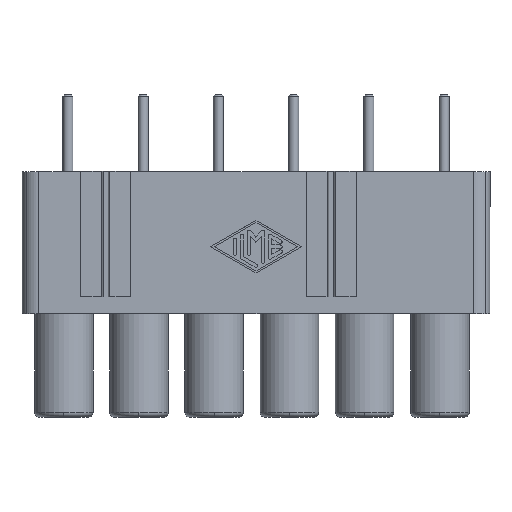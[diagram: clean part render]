
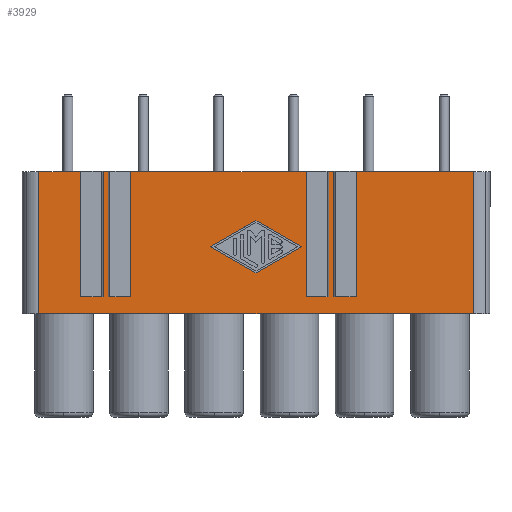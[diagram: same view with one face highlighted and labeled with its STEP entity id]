
A CAD part, top view. The second image highlights one B-rep face of the part: STEP entity #3929.
In plain terms, the highlighted planar face has unit normal (0, 0, 1).
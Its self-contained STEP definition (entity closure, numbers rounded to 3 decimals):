
#185=CARTESIAN_POINT('',(-13.,0.,0.0));
#186=VERTEX_POINT('',#185);
#194=CARTESIAN_POINT('',(-13.,8.5,0.0));
#195=VERTEX_POINT('',#194);
#196=CARTESIAN_POINT('',(-13.,0.,0.0));
#197=DIRECTION('',(0.0,1.0,0.0));
#198=VECTOR('',#197,8.5);
#199=LINE('',#196,#198);
#200=EDGE_CURVE('',#186,#195,#199,.T.);
#311=CARTESIAN_POINT('',(13.0,8.5,0.0));
#312=VERTEX_POINT('',#311);
#320=CARTESIAN_POINT('',(13.,0.,0.0));
#321=VERTEX_POINT('',#320);
#322=CARTESIAN_POINT('',(13.0,8.5,0.0));
#323=DIRECTION('',(0.0,-1.0,0.0));
#324=VECTOR('',#323,8.5);
#325=LINE('',#322,#324);
#326=EDGE_CURVE('',#312,#321,#325,.T.);
#3009=CARTESIAN_POINT('',(-2.709,4.,0.0));
#3010=VERTEX_POINT('',#3009);
#3017=CARTESIAN_POINT('',(0.,2.438,0.0));
#3018=VERTEX_POINT('',#3017);
#3019=CARTESIAN_POINT('',(0.,2.438,0.0));
#3020=DIRECTION('',(-0.866,0.5,0.0));
#3021=VECTOR('',#3020,3.127);
#3022=LINE('',#3019,#3021);
#3023=EDGE_CURVE('',#3018,#3010,#3022,.T.);
#3048=CARTESIAN_POINT('',(2.709,4.0,0.0));
#3049=VERTEX_POINT('',#3048);
#3050=CARTESIAN_POINT('',(2.709,4.0,0.0));
#3051=DIRECTION('',(-0.866,-0.5,0.0));
#3052=VECTOR('',#3051,3.127);
#3053=LINE('',#3050,#3052);
#3054=EDGE_CURVE('',#3049,#3018,#3053,.T.);
#3079=CARTESIAN_POINT('',(0.,5.562,0.0));
#3080=VERTEX_POINT('',#3079);
#3081=CARTESIAN_POINT('',(0.,5.562,0.0));
#3082=DIRECTION('',(0.866,-0.5,0.0));
#3083=VECTOR('',#3082,3.127);
#3084=LINE('',#3081,#3083);
#3085=EDGE_CURVE('',#3080,#3049,#3084,.T.);
#3108=CARTESIAN_POINT('',(-2.709,4.,0.0));
#3109=DIRECTION('',(0.866,0.5,0.0));
#3110=VECTOR('',#3109,3.127);
#3111=LINE('',#3108,#3110);
#3112=EDGE_CURVE('',#3010,#3080,#3111,.T.);
#3774=CARTESIAN_POINT('',(0.,4.25,0.0));
#3775=DIRECTION('',(0.0,0.0,1.0));
#3776=DIRECTION('',(1.0,0.0,0.0));
#3777=AXIS2_PLACEMENT_3D('',#3774,#3775,#3776);
#3778=PLANE('',#3777);
#3779=CARTESIAN_POINT('',(4.65,1.,0.));
#3780=VERTEX_POINT('',#3779);
#3781=CARTESIAN_POINT('',(4.65,8.5,0.));
#3782=VERTEX_POINT('',#3781);
#3783=CARTESIAN_POINT('',(4.65,1.,0.));
#3784=DIRECTION('',(0.0,1.0,0.0));
#3785=VECTOR('',#3784,7.5);
#3786=LINE('',#3783,#3785);
#3787=EDGE_CURVE('',#3780,#3782,#3786,.T.);
#3788=ORIENTED_EDGE('',*,*,#3787,.T.);
#3789=CARTESIAN_POINT('',(4.35,8.5,0.0));
#3790=VERTEX_POINT('',#3789);
#3791=CARTESIAN_POINT('',(4.35,8.5,0.0));
#3792=DIRECTION('',(1.0,0.0,0.0));
#3793=VECTOR('',#3792,0.3);
#3794=LINE('',#3791,#3793);
#3795=EDGE_CURVE('',#3790,#3782,#3794,.T.);
#3796=ORIENTED_EDGE('',*,*,#3795,.F.);
#3797=CARTESIAN_POINT('',(4.35,1.,0.0));
#3798=VERTEX_POINT('',#3797);
#3799=CARTESIAN_POINT('',(4.35,8.5,0.0));
#3800=DIRECTION('',(0.0,-1.0,0.0));
#3801=VECTOR('',#3800,7.5);
#3802=LINE('',#3799,#3801);
#3803=EDGE_CURVE('',#3790,#3798,#3802,.T.);
#3804=ORIENTED_EDGE('',*,*,#3803,.T.);
#3805=CARTESIAN_POINT('',(3.25,1.,0.0));
#3806=VERTEX_POINT('',#3805);
#3807=CARTESIAN_POINT('',(4.35,1.,0.0));
#3808=DIRECTION('',(-1.0,0.0,0.0));
#3809=VECTOR('',#3808,1.1);
#3810=LINE('',#3807,#3809);
#3811=EDGE_CURVE('',#3798,#3806,#3810,.T.);
#3812=ORIENTED_EDGE('',*,*,#3811,.T.);
#3813=CARTESIAN_POINT('',(3.25,8.5,0.0));
#3814=VERTEX_POINT('',#3813);
#3815=CARTESIAN_POINT('',(3.25,1.,0.0));
#3816=DIRECTION('',(0.0,1.0,0.0));
#3817=VECTOR('',#3816,7.5);
#3818=LINE('',#3815,#3817);
#3819=EDGE_CURVE('',#3806,#3814,#3818,.T.);
#3820=ORIENTED_EDGE('',*,*,#3819,.T.);
#3821=CARTESIAN_POINT('',(-7.75,8.5,0.));
#3822=VERTEX_POINT('',#3821);
#3823=CARTESIAN_POINT('',(-7.75,8.5,0.));
#3824=DIRECTION('',(1.0,0.0,0.0));
#3825=VECTOR('',#3824,11.);
#3826=LINE('',#3823,#3825);
#3827=EDGE_CURVE('',#3822,#3814,#3826,.T.);
#3828=ORIENTED_EDGE('',*,*,#3827,.F.);
#3829=CARTESIAN_POINT('',(-7.75,1.,0.));
#3830=VERTEX_POINT('',#3829);
#3831=CARTESIAN_POINT('',(-7.75,8.5,0.));
#3832=DIRECTION('',(0.0,-1.0,0.0));
#3833=VECTOR('',#3832,7.5);
#3834=LINE('',#3831,#3833);
#3835=EDGE_CURVE('',#3822,#3830,#3834,.T.);
#3836=ORIENTED_EDGE('',*,*,#3835,.T.);
#3837=CARTESIAN_POINT('',(-8.85,1.,0.));
#3838=VERTEX_POINT('',#3837);
#3839=CARTESIAN_POINT('',(-7.75,1.,0.));
#3840=DIRECTION('',(-1.0,0.0,0.0));
#3841=VECTOR('',#3840,1.1);
#3842=LINE('',#3839,#3841);
#3843=EDGE_CURVE('',#3830,#3838,#3842,.T.);
#3844=ORIENTED_EDGE('',*,*,#3843,.T.);
#3845=CARTESIAN_POINT('',(-8.85,8.5,0.));
#3846=VERTEX_POINT('',#3845);
#3847=CARTESIAN_POINT('',(-8.85,1.,0.));
#3848=DIRECTION('',(0.0,1.0,0.0));
#3849=VECTOR('',#3848,7.5);
#3850=LINE('',#3847,#3849);
#3851=EDGE_CURVE('',#3838,#3846,#3850,.T.);
#3852=ORIENTED_EDGE('',*,*,#3851,.T.);
#3853=CARTESIAN_POINT('',(-9.15,8.5,0.0));
#3854=VERTEX_POINT('',#3853);
#3855=CARTESIAN_POINT('',(-9.15,8.5,0.0));
#3856=DIRECTION('',(1.0,0.0,0.0));
#3857=VECTOR('',#3856,0.3);
#3858=LINE('',#3855,#3857);
#3859=EDGE_CURVE('',#3854,#3846,#3858,.T.);
#3860=ORIENTED_EDGE('',*,*,#3859,.F.);
#3861=CARTESIAN_POINT('',(-9.15,1.,0.0));
#3862=VERTEX_POINT('',#3861);
#3863=CARTESIAN_POINT('',(-9.15,8.5,0.0));
#3864=DIRECTION('',(0.0,-1.0,0.0));
#3865=VECTOR('',#3864,7.5);
#3866=LINE('',#3863,#3865);
#3867=EDGE_CURVE('',#3854,#3862,#3866,.T.);
#3868=ORIENTED_EDGE('',*,*,#3867,.T.);
#3869=CARTESIAN_POINT('',(-10.25,1.,0.0));
#3870=VERTEX_POINT('',#3869);
#3871=CARTESIAN_POINT('',(-9.15,1.,0.0));
#3872=DIRECTION('',(-1.0,0.0,0.0));
#3873=VECTOR('',#3872,1.1);
#3874=LINE('',#3871,#3873);
#3875=EDGE_CURVE('',#3862,#3870,#3874,.T.);
#3876=ORIENTED_EDGE('',*,*,#3875,.T.);
#3877=CARTESIAN_POINT('',(-10.25,8.5,0.0));
#3878=VERTEX_POINT('',#3877);
#3879=CARTESIAN_POINT('',(-10.25,1.,0.0));
#3880=DIRECTION('',(0.0,1.0,0.0));
#3881=VECTOR('',#3880,7.5);
#3882=LINE('',#3879,#3881);
#3883=EDGE_CURVE('',#3870,#3878,#3882,.T.);
#3884=ORIENTED_EDGE('',*,*,#3883,.T.);
#3885=CARTESIAN_POINT('',(-13.,8.5,0.0));
#3886=DIRECTION('',(1.0,0.0,0.0));
#3887=VECTOR('',#3886,2.75);
#3888=LINE('',#3885,#3887);
#3889=EDGE_CURVE('',#195,#3878,#3888,.T.);
#3890=ORIENTED_EDGE('',*,*,#3889,.F.);
#3891=ORIENTED_EDGE('',*,*,#200,.F.);
#3892=CARTESIAN_POINT('',(13.,0.,0.0));
#3893=DIRECTION('',(-1.0,0.0,0.0));
#3894=VECTOR('',#3893,26.);
#3895=LINE('',#3892,#3894);
#3896=EDGE_CURVE('',#321,#186,#3895,.T.);
#3897=ORIENTED_EDGE('',*,*,#3896,.F.);
#3898=ORIENTED_EDGE('',*,*,#326,.F.);
#3899=CARTESIAN_POINT('',(5.75,8.5,0.));
#3900=VERTEX_POINT('',#3899);
#3901=CARTESIAN_POINT('',(5.75,8.5,0.));
#3902=DIRECTION('',(1.0,0.0,0.0));
#3903=VECTOR('',#3902,7.25);
#3904=LINE('',#3901,#3903);
#3905=EDGE_CURVE('',#3900,#312,#3904,.T.);
#3906=ORIENTED_EDGE('',*,*,#3905,.F.);
#3907=CARTESIAN_POINT('',(5.75,1.,0.));
#3908=VERTEX_POINT('',#3907);
#3909=CARTESIAN_POINT('',(5.75,8.5,0.));
#3910=DIRECTION('',(0.0,-1.0,0.0));
#3911=VECTOR('',#3910,7.5);
#3912=LINE('',#3909,#3911);
#3913=EDGE_CURVE('',#3900,#3908,#3912,.T.);
#3914=ORIENTED_EDGE('',*,*,#3913,.T.);
#3915=CARTESIAN_POINT('',(5.75,1.,0.));
#3916=DIRECTION('',(-1.0,0.0,0.0));
#3917=VECTOR('',#3916,1.1);
#3918=LINE('',#3915,#3917);
#3919=EDGE_CURVE('',#3908,#3780,#3918,.T.);
#3920=ORIENTED_EDGE('',*,*,#3919,.T.);
#3921=EDGE_LOOP('',(#3788,#3796,#3804,#3812,#3820,#3828,#3836,#3844,#3852,#3860,#3868,#3876,#3884,#3890,#3891,#3897,#3898,#3906,#3914,#3920));
#3922=FACE_OUTER_BOUND('',#3921,.T.);
#3923=ORIENTED_EDGE('',*,*,#3023,.T.);
#3924=ORIENTED_EDGE('',*,*,#3112,.T.);
#3925=ORIENTED_EDGE('',*,*,#3085,.T.);
#3926=ORIENTED_EDGE('',*,*,#3054,.T.);
#3927=EDGE_LOOP('',(#3923,#3924,#3925,#3926));
#3928=FACE_BOUND('',#3927,.T.);
#3929=ADVANCED_FACE('',(#3922,#3928),#3778,.T.);
